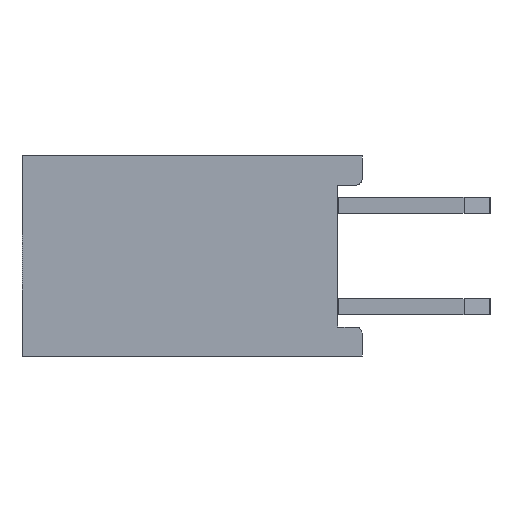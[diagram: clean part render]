
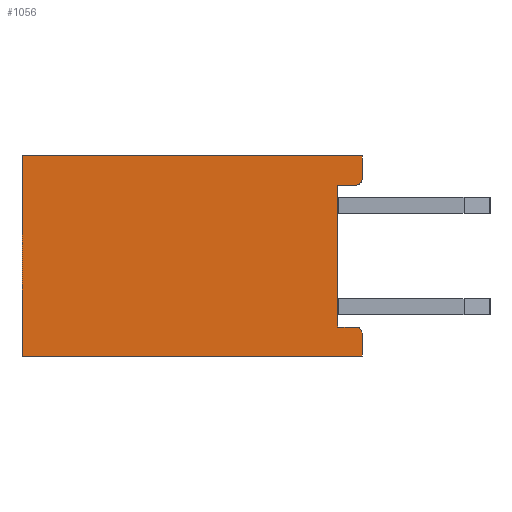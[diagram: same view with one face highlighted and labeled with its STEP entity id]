
A CAD part, left-side view. The second image highlights one B-rep face of the part: STEP entity #1056.
In plain terms, the highlighted planar face has unit normal (-1, 0, 0).
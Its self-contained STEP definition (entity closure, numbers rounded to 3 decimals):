
#1056=ADVANCED_FACE('',(#3118),#3119,.F.);
#3118=FACE_OUTER_BOUND('',#5180,.T.);
#3119=PLANE('',#5181);
#5180=EDGE_LOOP('',(#13671,#13672,#13673,#13674,#13675,#13676,#13677,#13678,#13679,#13680));
#5181=AXIS2_PLACEMENT_3D('',#13681,#13682,#13683);
#13671=ORIENTED_EDGE('',*,*,#15111,.T.);
#13672=ORIENTED_EDGE('',*,*,#16445,.T.);
#13673=ORIENTED_EDGE('',*,*,#16446,.F.);
#13674=ORIENTED_EDGE('',*,*,#14935,.T.);
#13675=ORIENTED_EDGE('',*,*,#16449,.T.);
#13676=ORIENTED_EDGE('',*,*,#16452,.T.);
#13677=ORIENTED_EDGE('',*,*,#16455,.T.);
#13678=ORIENTED_EDGE('',*,*,#16457,.T.);
#13679=ORIENTED_EDGE('',*,*,#16460,.F.);
#13680=ORIENTED_EDGE('',*,*,#16461,.T.);
#13681=CARTESIAN_POINT('',(-20.445,4.177,0.));
#13682=DIRECTION('',(1.0,0.0,0.));
#13683=DIRECTION('',(0.,0.0,-1.0));
#14935=EDGE_CURVE('',#18550,#18548,#18551,.T.);
#15111=EDGE_CURVE('',#18881,#18879,#18882,.T.);
#16445=EDGE_CURVE('',#18879,#20981,#20983,.T.);
#16446=EDGE_CURVE('',#18550,#20981,#20984,.T.);
#16449=EDGE_CURVE('',#18548,#20987,#20989,.T.);
#16452=EDGE_CURVE('',#20987,#20992,#20994,.T.);
#16455=EDGE_CURVE('',#20992,#20997,#20999,.T.);
#16457=EDGE_CURVE('',#20997,#21000,#21002,.T.);
#16460=EDGE_CURVE('',#21004,#21000,#21006,.T.);
#16461=EDGE_CURVE('',#21004,#18881,#21007,.T.);
#18548=VERTEX_POINT('',#24214);
#18550=VERTEX_POINT('',#24217);
#18551=LINE('',#24218,#24219);
#18879=VERTEX_POINT('',#24715);
#18881=VERTEX_POINT('',#24718);
#18882=LINE('',#24719,#24720);
#20981=VERTEX_POINT('',#28093);
#20983=LINE('',#28096,#28097);
#20984=CIRCLE('',#28098,0.15);
#20987=VERTEX_POINT('',#28102);
#20989=LINE('',#28105,#28106);
#20992=VERTEX_POINT('',#28110);
#20994=LINE('',#28113,#28114);
#20997=VERTEX_POINT('',#28118);
#20999=LINE('',#28121,#28122);
#21000=VERTEX_POINT('',#28123);
#21002=LINE('',#28126,#28127);
#21004=VERTEX_POINT('',#28130);
#21006=CIRCLE('',#28133,0.15);
#21007=LINE('',#28134,#28135);
#24214=CARTESIAN_POINT('',(-20.445,0.0,2.5));
#24217=CARTESIAN_POINT('',(-20.445,0.0,1.925));
#24218=CARTESIAN_POINT('',(-20.445,0.0,1.925));
#24219=VECTOR('',#29647,1.0);
#24715=CARTESIAN_POINT('',(-20.445,0.6,1.775));
#24718=CARTESIAN_POINT('',(-20.445,0.6,-1.775));
#24719=CARTESIAN_POINT('',(-20.445,0.6,-1.775));
#24720=VECTOR('',#29835,1.0);
#28093=CARTESIAN_POINT('',(-20.445,0.15,1.775));
#28096=CARTESIAN_POINT('',(-20.445,0.6,1.775));
#28097=VECTOR('',#31285,1.0);
#28098=AXIS2_PLACEMENT_3D('',#31286,#31287,#31288);
#28102=CARTESIAN_POINT('',(-20.445,8.5,2.5));
#28105=CARTESIAN_POINT('',(-20.445,0.0,2.5));
#28106=VECTOR('',#31291,1.0);
#28110=CARTESIAN_POINT('',(-20.445,8.5,-2.5));
#28113=CARTESIAN_POINT('',(-20.445,8.5,2.5));
#28114=VECTOR('',#31294,1.0);
#28118=CARTESIAN_POINT('',(-20.445,0.0,-2.5));
#28121=CARTESIAN_POINT('',(-20.445,8.5,-2.5));
#28122=VECTOR('',#31297,1.0);
#28123=CARTESIAN_POINT('',(-20.445,0.0,-1.925));
#28126=CARTESIAN_POINT('',(-20.445,0.0,-2.5));
#28127=VECTOR('',#31299,1.0);
#28130=CARTESIAN_POINT('',(-20.445,0.15,-1.775));
#28133=AXIS2_PLACEMENT_3D('',#31302,#31303,#31304);
#28134=CARTESIAN_POINT('',(-20.445,0.15,-1.775));
#28135=VECTOR('',#31305,1.0);
#29647=DIRECTION('',(0.,0.0,1.0));
#29835=DIRECTION('',(0.,0.0,1.0));
#31285=DIRECTION('',(0.0,-1.0,0.0));
#31286=CARTESIAN_POINT('',(-20.445,0.15,1.925));
#31287=DIRECTION('',(1.0,0.0,0.));
#31288=DIRECTION('',(0.,0.0,-1.0));
#31291=DIRECTION('',(0.0,1.0,0.0));
#31294=DIRECTION('',(0.,0.0,-1.0));
#31297=DIRECTION('',(0.0,-1.0,0.0));
#31299=DIRECTION('',(0.,0.0,1.0));
#31302=CARTESIAN_POINT('',(-20.445,0.15,-1.925));
#31303=DIRECTION('',(1.0,0.0,0.));
#31304=DIRECTION('',(0.,0.0,-1.0));
#31305=DIRECTION('',(0.0,1.0,0.0));
